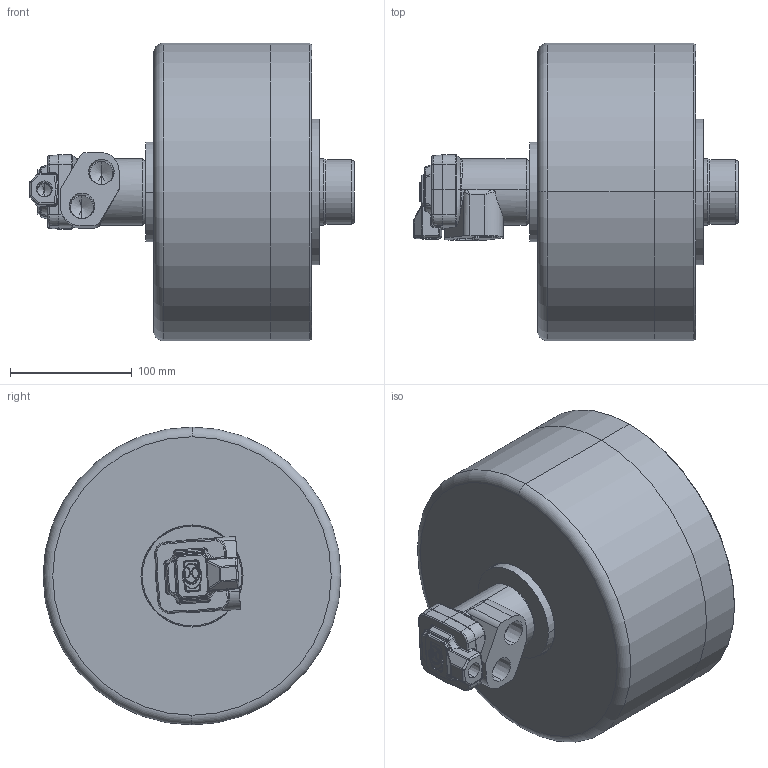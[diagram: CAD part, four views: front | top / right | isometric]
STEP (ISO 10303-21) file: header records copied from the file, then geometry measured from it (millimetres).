
FILE_DESCRIPTION (( 'STEP AP203' ), '1' );
FILE_NAME ('RH-200²Õ¦X¥ó.STEP', '2011-03-15T06:03:15', ( 'user' ), ( '' ), 'SwSTEP 2.0', 'SolidWorks 2010', '' );
FILE_SCHEMA (( 'CONFIG_CONTROL_DESIGN' ));
Length unit declared in the file: metre
Products named in the file (8): RH-200閥軸組; RH-200閥體; RH-200閥軸; RH-200組合件; RH-200缸體; RH-200活塞; RH-200缸蓋; RH-200閥蓋
Assembly tree (7 placements, depth 3):
  RH-200組合件
    RH-200缸蓋
    RH-200缸體
    RH-200活塞
    RH-200閥軸組
      RH-200閥蓋
      RH-200閥軸
      RH-200閥體
Bounding box: 267 x 245 x 245 mm (x, y, z)
Volume: 5340306.1 mm3; surface area: 522420.3 mm2
Topology: 6 solids, 6 shells, 472 faces, 1109 edges, 645 vertices
Faces by surface type: cylinder 170, bspline 103, plane 101, cone 68, torus 22, sphere 8
Entity records: 27511 total; most frequent: CARTESIAN_POINT 16698, ORIENTED_EDGE 2136, DIRECTION 1974, EDGE_CURVE 1068, AXIS2_PLACEMENT_3D 796, VERTEX_POINT 645, EDGE_LOOP 521, ADVANCED_FACE 472
